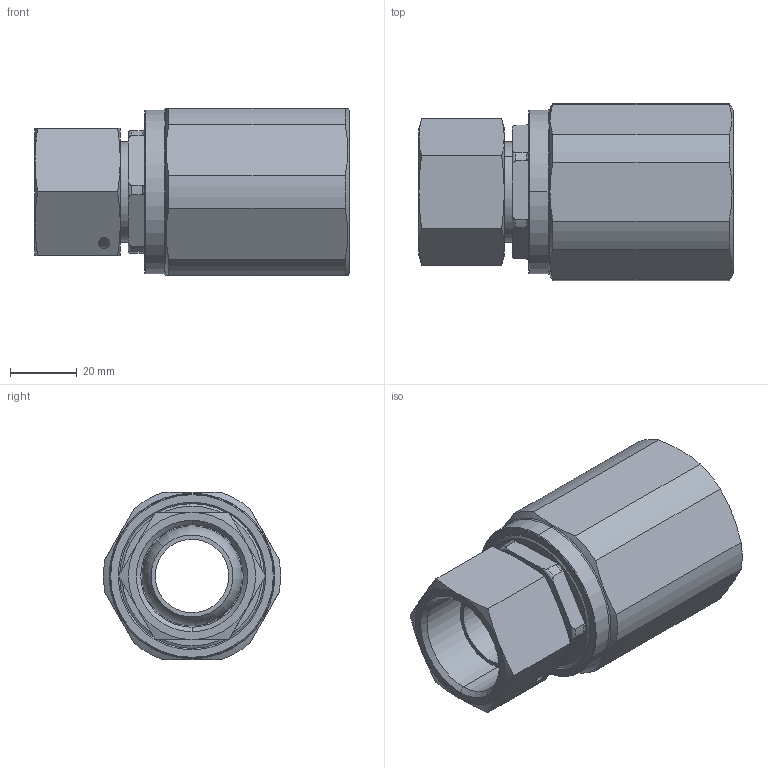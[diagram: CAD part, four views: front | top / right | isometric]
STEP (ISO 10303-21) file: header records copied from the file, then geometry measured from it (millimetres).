
FILE_DESCRIPTION (( 'STEP AP214' ), '1' );
FILE_NAME ('1000-QC.STEP', '2015-09-04T12:17:56', ( 'admin' ), ( 'Microsoft' ), 'SwSTEP 2.0', 'SolidWorks 2009', '' );
FILE_SCHEMA (( 'AUTOMOTIVE_DESIGN' ));
Length unit declared in the file: millimetre
Products named in the file (1): 1000-QC
Bounding box: 93.85 x 52.9 x 50 mm (x, y, z)
Volume: 104765.9 mm3; surface area: 28195.7 mm2
Topology: 1 solids, 1 shells, 106 faces, 256 edges, 162 vertices
Faces by surface type: cone 32, cylinder 29, plane 29, torus 16
Entity records: 3601 total; most frequent: CARTESIAN_POINT 1141, ORIENTED_EDGE 512, DIRECTION 506, EDGE_CURVE 256, AXIS2_PLACEMENT_3D 211, VERTEX_POINT 162, EDGE_LOOP 118, FACE_OUTER_BOUND 106
